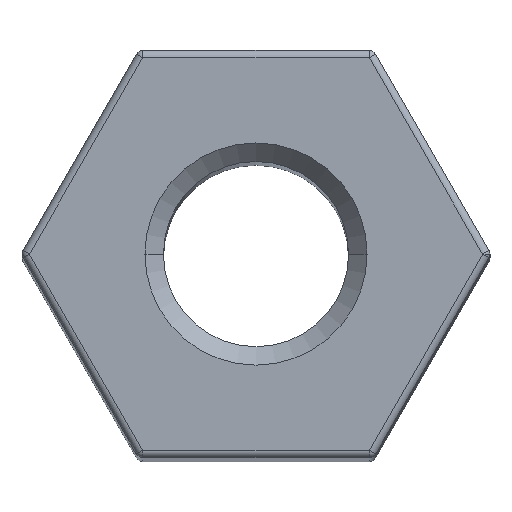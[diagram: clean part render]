
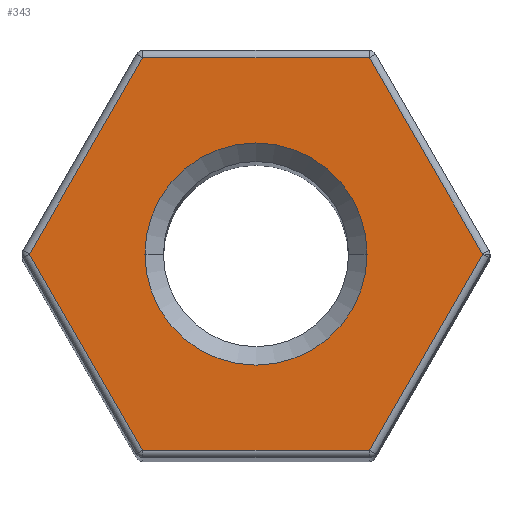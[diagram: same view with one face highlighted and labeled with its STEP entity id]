
A CAD part, top view. The second image highlights one B-rep face of the part: STEP entity #343.
In plain terms, the highlighted planar face has unit normal (0, 0, 1).
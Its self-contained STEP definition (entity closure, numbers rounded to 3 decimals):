
#44 = ORIENTED_EDGE ( 'NONE', *, *, #909, .T. ) ;
#46 = VERTEX_POINT ( 'NONE', #527 ) ;
#56 = DIRECTION ( 'NONE',  ( 1., 0., 0. ) ) ;
#62 = VERTEX_POINT ( 'NONE', #722 ) ;
#64 = EDGE_LOOP ( 'NONE', ( #625, #753 ) ) ;
#78 = VERTEX_POINT ( 'NONE', #303 ) ;
#96 = VERTEX_POINT ( 'NONE', #1003 ) ;
#98 = ORIENTED_EDGE ( 'NONE', *, *, #548, .T. ) ;
#131 = VERTEX_POINT ( 'NONE', #905 ) ;
#137 = ORIENTED_EDGE ( 'NONE', *, *, #1214, .T. ) ;
#163 = VECTOR ( 'NONE', #606, 1000. ) ;
#204 = DIRECTION ( 'NONE',  ( 0., 0., -1. ) ) ;
#226 = EDGE_LOOP ( 'NONE', ( #98, #366, #44, #137, #258, #600 ) ) ;
#233 = VECTOR ( 'NONE', #1146, 1000. ) ;
#234 = VECTOR ( 'NONE', #847, 1000. ) ;
#242 = FACE_BOUND ( 'NONE', #64, .T. ) ;
#258 = ORIENTED_EDGE ( 'NONE', *, *, #833, .T. ) ;
#268 = LINE ( 'NONE', #1211, #234 ) ;
#303 = CARTESIAN_POINT ( 'NONE',  ( -1.53, 2.65, 30. ) ) ;
#336 = PLANE ( 'NONE',  #935 ) ;
#341 = VERTEX_POINT ( 'NONE', #1200 ) ;
#343 = ADVANCED_FACE ( 'NONE', ( #503, #242 ), #336, .T. ) ;
#360 = DIRECTION ( 'NONE',  ( 0., 0., -1. ) ) ;
#366 = ORIENTED_EDGE ( 'NONE', *, *, #547, .T. ) ;
#417 = VECTOR ( 'NONE', #56, 1000. ) ;
#422 = AXIS2_PLACEMENT_3D ( 'NONE', #812, #204, #895 ) ;
#448 = DIRECTION ( 'NONE',  ( 1., 0., 0. ) ) ;
#453 = LINE ( 'NONE', #1217, #417 ) ;
#455 = VECTOR ( 'NONE', #515, 1000. ) ;
#484 = CARTESIAN_POINT ( 'NONE',  ( -3.089, -0.05, 30. ) ) ;
#503 = FACE_OUTER_BOUND ( 'NONE', #226, .T. ) ;
#515 = DIRECTION ( 'NONE',  ( 0.5, -0.866, 0. ) ) ;
#525 = LINE ( 'NONE', #484, #233 ) ;
#527 = CARTESIAN_POINT ( 'NONE',  ( 1.53, 2.65, 30. ) ) ;
#547 = EDGE_CURVE ( 'NONE', #78, #838, #525, .T. ) ;
#548 = EDGE_CURVE ( 'NONE', #46, #78, #783, .T. ) ;
#594 = DIRECTION ( 'NONE',  ( -1., 0., 0. ) ) ;
#600 = ORIENTED_EDGE ( 'NONE', *, *, #1176, .T. ) ;
#606 = DIRECTION ( 'NONE',  ( 0.5, 0.866, 0. ) ) ;
#625 = ORIENTED_EDGE ( 'NONE', *, *, #927, .T. ) ;
#630 = AXIS2_PLACEMENT_3D ( 'NONE', #952, #360, #1057 ) ;
#663 = CIRCLE ( 'NONE', #630, 1.5 ) ;
#672 = CARTESIAN_POINT ( 'NONE',  ( 1.5, 0., 30. ) ) ;
#722 = CARTESIAN_POINT ( 'NONE',  ( -1.5, 0., 30. ) ) ;
#753 = ORIENTED_EDGE ( 'NONE', *, *, #1243, .T. ) ;
#757 = CIRCLE ( 'NONE', #422, 1.5 ) ;
#783 = LINE ( 'NONE', #868, #998 ) ;
#793 = CARTESIAN_POINT ( 'NONE',  ( -3.06, 0., 30. ) ) ;
#802 = CARTESIAN_POINT ( 'NONE',  ( -1.501, -2.7, 30. ) ) ;
#812 = CARTESIAN_POINT ( 'NONE',  ( 0., 0., 30. ) ) ;
#833 = EDGE_CURVE ( 'NONE', #131, #341, #1194, .T. ) ;
#838 = VERTEX_POINT ( 'NONE', #793 ) ;
#841 = CARTESIAN_POINT ( 'NONE',  ( 3.175, 0., 30. ) ) ;
#847 = DIRECTION ( 'NONE',  ( -0.5, 0.866, 0. ) ) ;
#868 = CARTESIAN_POINT ( 'NONE',  ( -1.588, 2.65, 30. ) ) ;
#874 = CARTESIAN_POINT ( 'NONE',  ( 3.089, 0.05, 30. ) ) ;
#895 = DIRECTION ( 'NONE',  ( 1., 0., 0. ) ) ;
#905 = CARTESIAN_POINT ( 'NONE',  ( 1.53, -2.65, 30. ) ) ;
#909 = EDGE_CURVE ( 'NONE', #838, #96, #1209, .T. ) ;
#927 = EDGE_CURVE ( 'NONE', #1219, #62, #757, .T. ) ;
#935 = AXIS2_PLACEMENT_3D ( 'NONE', #841, #1033, #448 ) ;
#952 = CARTESIAN_POINT ( 'NONE',  ( 0., 0., 30. ) ) ;
#998 = VECTOR ( 'NONE', #594, 1000. ) ;
#1003 = CARTESIAN_POINT ( 'NONE',  ( -1.53, -2.65, 30. ) ) ;
#1033 = DIRECTION ( 'NONE',  ( 0., 0., 1. ) ) ;
#1057 = DIRECTION ( 'NONE',  ( 1., 0., 0. ) ) ;
#1146 = DIRECTION ( 'NONE',  ( -0.5, -0.866, 0. ) ) ;
#1176 = EDGE_CURVE ( 'NONE', #341, #46, #268, .T. ) ;
#1194 = LINE ( 'NONE', #874, #163 ) ;
#1200 = CARTESIAN_POINT ( 'NONE',  ( 3.06, 0., 30. ) ) ;
#1209 = LINE ( 'NONE', #802, #455 ) ;
#1211 = CARTESIAN_POINT ( 'NONE',  ( 1.501, 2.7, 30. ) ) ;
#1214 = EDGE_CURVE ( 'NONE', #96, #131, #453, .T. ) ;
#1217 = CARTESIAN_POINT ( 'NONE',  ( 1.588, -2.65, 30. ) ) ;
#1219 = VERTEX_POINT ( 'NONE', #672 ) ;
#1243 = EDGE_CURVE ( 'NONE', #62, #1219, #663, .T. ) ;
